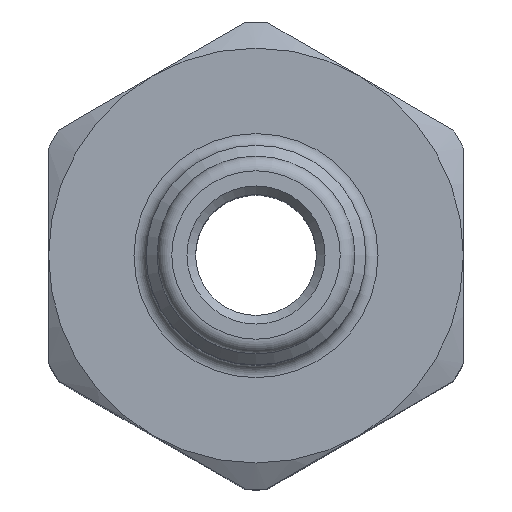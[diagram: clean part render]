
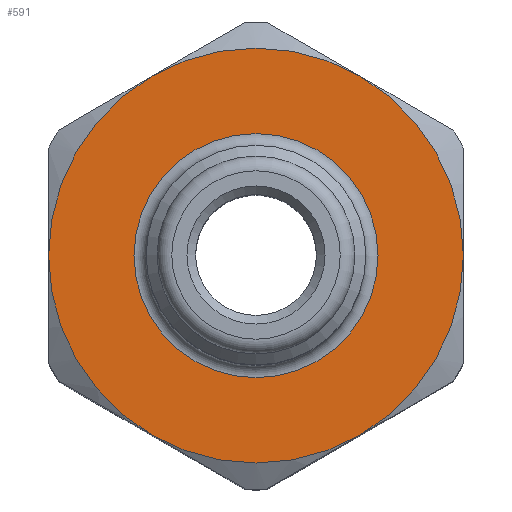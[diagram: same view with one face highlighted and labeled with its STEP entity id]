
A CAD part, top view. The second image highlights one B-rep face of the part: STEP entity #591.
In plain terms, the highlighted planar face has unit normal (0, 0, 1).
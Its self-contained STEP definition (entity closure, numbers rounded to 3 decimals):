
#22=PLANE('',#679);
#186=ORIENTED_EDGE('',*,*,#317,.T.);
#187=ORIENTED_EDGE('',*,*,#300,.F.);
#188=ORIENTED_EDGE('',*,*,#292,.F.);
#189=ORIENTED_EDGE('',*,*,#294,.F.);
#190=ORIENTED_EDGE('',*,*,#307,.F.);
#191=ORIENTED_EDGE('',*,*,#304,.F.);
#192=ORIENTED_EDGE('',*,*,#298,.F.);
#292=EDGE_CURVE('',#357,#358,#399,.T.);
#294=EDGE_CURVE('',#359,#357,#400,.T.);
#298=EDGE_CURVE('',#360,#361,#401,.T.);
#300=EDGE_CURVE('',#358,#360,#402,.T.);
#304=EDGE_CURVE('',#361,#362,#403,.T.);
#307=EDGE_CURVE('',#362,#359,#404,.T.);
#317=EDGE_CURVE('',#371,#371,#413,.T.);
#357=VERTEX_POINT('',#1016);
#358=VERTEX_POINT('',#1018);
#359=VERTEX_POINT('',#1025);
#360=VERTEX_POINT('',#1039);
#361=VERTEX_POINT('',#1041);
#362=VERTEX_POINT('',#1062);
#371=VERTEX_POINT('',#1103);
#399=CIRCLE('',#652,8.5);
#400=CIRCLE('',#654,8.5);
#401=CIRCLE('',#656,8.5);
#402=CIRCLE('',#658,8.5);
#403=CIRCLE('',#660,8.5);
#404=CIRCLE('',#662,8.5);
#413=CIRCLE('',#680,5.);
#457=EDGE_LOOP('',(#186));
#458=EDGE_LOOP('',(#187,#188,#189,#190,#191,#192));
#519=FACE_BOUND('',#457,.T.);
#520=FACE_BOUND('',#458,.T.);
#591=ADVANCED_FACE('',(#519,#520),#22,.T.);
#652=AXIS2_PLACEMENT_3D('',#1017,#782,#783);
#654=AXIS2_PLACEMENT_3D('',#1024,#786,#787);
#656=AXIS2_PLACEMENT_3D('',#1040,#790,#791);
#658=AXIS2_PLACEMENT_3D('',#1047,#794,#795);
#660=AXIS2_PLACEMENT_3D('',#1061,#798,#799);
#662=AXIS2_PLACEMENT_3D('',#1072,#802,#803);
#679=AXIS2_PLACEMENT_3D('',#1101,#836,#837);
#680=AXIS2_PLACEMENT_3D('',#1102,#838,#839);
#782=DIRECTION('',(0.,0.,-1.));
#783=DIRECTION('',(-1.,0.,0.));
#786=DIRECTION('',(0.,0.,-1.));
#787=DIRECTION('',(-1.,0.,0.));
#790=DIRECTION('',(0.,0.,-1.));
#791=DIRECTION('',(-1.,0.,0.));
#794=DIRECTION('',(0.,0.,-1.));
#795=DIRECTION('',(-1.,0.,0.));
#798=DIRECTION('',(0.,0.,-1.));
#799=DIRECTION('',(-1.,0.,0.));
#802=DIRECTION('',(0.,0.,-1.));
#803=DIRECTION('',(-1.,0.,0.));
#836=DIRECTION('',(0.,0.,1.));
#837=DIRECTION('',(1.,0.,0.));
#838=DIRECTION('',(0.,0.,-1.));
#839=DIRECTION('',(-1.,0.,0.));
#1016=CARTESIAN_POINT('',(-8.5,0.,18.5));
#1017=CARTESIAN_POINT('',(0.,0.,18.5));
#1018=CARTESIAN_POINT('',(-4.25,7.361,18.5));
#1024=CARTESIAN_POINT('',(0.,0.,18.5));
#1025=CARTESIAN_POINT('',(-4.25,-7.361,18.5));
#1039=CARTESIAN_POINT('',(4.25,7.361,18.5));
#1040=CARTESIAN_POINT('',(0.,0.,18.5));
#1041=CARTESIAN_POINT('',(8.5,0.,18.5));
#1047=CARTESIAN_POINT('',(0.,0.,18.5));
#1061=CARTESIAN_POINT('',(0.,0.,18.5));
#1062=CARTESIAN_POINT('',(4.25,-7.361,18.5));
#1072=CARTESIAN_POINT('',(0.,0.,18.5));
#1101=CARTESIAN_POINT('',(0.,8.5,18.5));
#1102=CARTESIAN_POINT('',(0.,0.,18.5));
#1103=CARTESIAN_POINT('',(-5.,0.,18.5));
